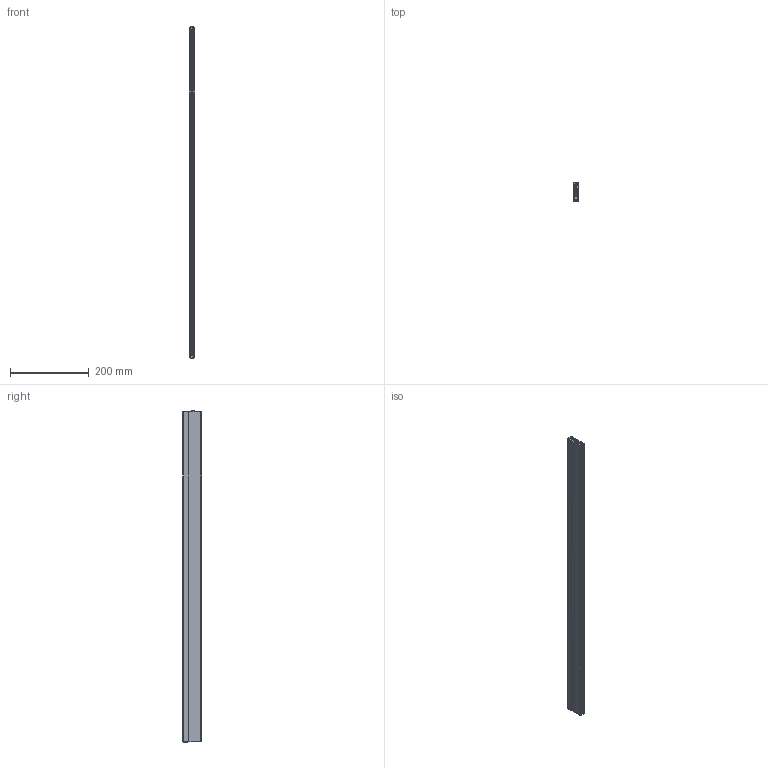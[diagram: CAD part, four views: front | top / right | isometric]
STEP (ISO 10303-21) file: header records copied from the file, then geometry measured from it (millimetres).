
FILE_DESCRIPTION (( 'STEP AP203' ), '1' );
FILE_NAME ('KG F10 schmal mit Abschlusskappen 834.STEP', '2025-07-22T10:53:03', ( '' ), ( '' ), 'SwSTEP 2.0', 'SolidWorks 2023', '' );
FILE_SCHEMA (( 'CONFIG_CONTROL_DESIGN' ));
Length unit declared in the file: millimetre
Products named in the file (8): Schutzprofil KG-F10 mit Schraubkanal 834_1000; Aussengehäuse_WA_830; Abschlusskappe KG-F10; M2.9x13; Betätigungsteil_WA; Abschlusskappe KG-F10 Auslöseseite; KG F10 schmal mit Abschlusskappen 834; Innengeometrie_WA_830
Assembly tree (8 placements, depth 2):
  KG F10 schmal mit Abschlusskappen 834
    Aussengehäuse_WA_830
    Betätigungsteil_WA
    Innengeometrie_WA_830
    Schutzprofil KG-F10 mit Schraubkanal 834_1000
    Abschlusskappe KG-F10
    M2.9x13  x2
    Abschlusskappe KG-F10 Auslöseseite
Bounding box: 14.1 x 46.07 x 841.25 mm (x, y, z)
Volume: 243310.6 mm3; surface area: 388443.3 mm2
Topology: 23 solids, 23 shells, 1307 faces, 3629 edges, 2404 vertices
Faces by surface type: plane 710, bspline 448, cylinder 115, cone 28, torus 6
Entity records: 56300 total; most frequent: CARTESIAN_POINT 25715, ORIENTED_EDGE 7062, DIRECTION 4459, EDGE_CURVE 3531, LINE 2381, VECTOR 2381, VERTEX_POINT 2348, EDGE_LOOP 1397
